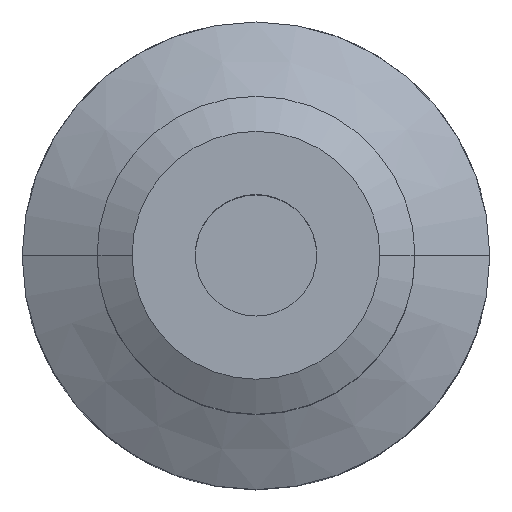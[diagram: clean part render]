
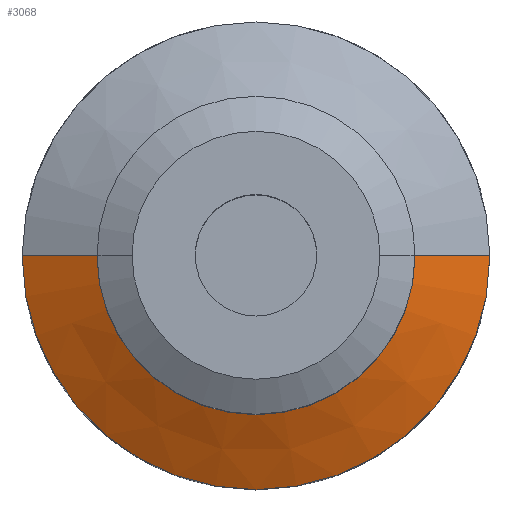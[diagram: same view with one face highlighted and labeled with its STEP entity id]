
A CAD part, top view. The second image highlights one B-rep face of the part: STEP entity #3068.
In plain terms, the highlighted conical face has half-angle 63.435 degrees and reference radius 25 mm.
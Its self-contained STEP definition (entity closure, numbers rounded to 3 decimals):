
#246 = DIRECTION ( 'NONE',  ( 0., 0., -1. ) ) ;
#335 = CARTESIAN_POINT ( 'NONE',  ( -25., 0., 20. ) ) ;
#346 = EDGE_CURVE ( 'NONE', #2172, #1997, #3993, .T. ) ;
#503 = CARTESIAN_POINT ( 'NONE',  ( 25., 0., 20. ) ) ;
#512 = VERTEX_POINT ( 'NONE', #4055 ) ;
#546 = CONICAL_SURFACE ( 'NONE', #4543, 25., 1.107 ) ;
#570 = CIRCLE ( 'NONE', #909, 25. ) ;
#643 = CARTESIAN_POINT ( 'NONE',  ( 0., 0., 24. ) ) ;
#705 = ORIENTED_EDGE ( 'NONE', *, *, #3471, .T. ) ;
#909 = AXIS2_PLACEMENT_3D ( 'NONE', #3402, #3324, #3338 ) ;
#1012 = CARTESIAN_POINT ( 'NONE',  ( 0., 0., 20. ) ) ;
#1038 = DIRECTION ( 'NONE',  ( -1., 0., 0. ) ) ;
#1346 = CARTESIAN_POINT ( 'NONE',  ( -17., 0., 24. ) ) ;
#1588 = VERTEX_POINT ( 'NONE', #4869 ) ;
#1650 = DIRECTION ( 'NONE',  ( 0.894, 0., -0.447 ) ) ;
#1710 = ORIENTED_EDGE ( 'NONE', *, *, #2947, .F. ) ;
#1943 = EDGE_CURVE ( 'NONE', #1997, #512, #570, .T. ) ;
#1997 = VERTEX_POINT ( 'NONE', #4241 ) ;
#2172 = VERTEX_POINT ( 'NONE', #1346 ) ;
#2574 = ORIENTED_EDGE ( 'NONE', *, *, #1943, .T. ) ;
#2850 = EDGE_LOOP ( 'NONE', ( #1710, #705, #3542, #2574 ) ) ;
#2947 = EDGE_CURVE ( 'NONE', #1588, #512, #4626, .T. ) ;
#3043 = CIRCLE ( 'NONE', #3084, 17. ) ;
#3068 = ADVANCED_FACE ( 'NONE', ( #4504 ), #546, .T. ) ;
#3084 = AXIS2_PLACEMENT_3D ( 'NONE', #643, #3231, #1038 ) ;
#3129 = VECTOR ( 'NONE', #4025, 1000. ) ;
#3231 = DIRECTION ( 'NONE',  ( 0., 0., -1. ) ) ;
#3324 = DIRECTION ( 'NONE',  ( 0., 0., 1. ) ) ;
#3338 = DIRECTION ( 'NONE',  ( 1., 0., 0. ) ) ;
#3402 = CARTESIAN_POINT ( 'NONE',  ( 0., 0., 20. ) ) ;
#3471 = EDGE_CURVE ( 'NONE', #1588, #2172, #3043, .T. ) ;
#3542 = ORIENTED_EDGE ( 'NONE', *, *, #346, .T. ) ;
#3580 = DIRECTION ( 'NONE',  ( -1., 0., 0. ) ) ;
#3622 = VECTOR ( 'NONE', #1650, 1000. ) ;
#3993 = LINE ( 'NONE', #335, #3129 ) ;
#4025 = DIRECTION ( 'NONE',  ( -0.894, 0., -0.447 ) ) ;
#4055 = CARTESIAN_POINT ( 'NONE',  ( 25., 0., 20. ) ) ;
#4241 = CARTESIAN_POINT ( 'NONE',  ( -25., 0., 20. ) ) ;
#4504 = FACE_OUTER_BOUND ( 'NONE', #2850, .T. ) ;
#4543 = AXIS2_PLACEMENT_3D ( 'NONE', #1012, #246, #3580 ) ;
#4626 = LINE ( 'NONE', #503, #3622 ) ;
#4869 = CARTESIAN_POINT ( 'NONE',  ( 17., 0., 24. ) ) ;
